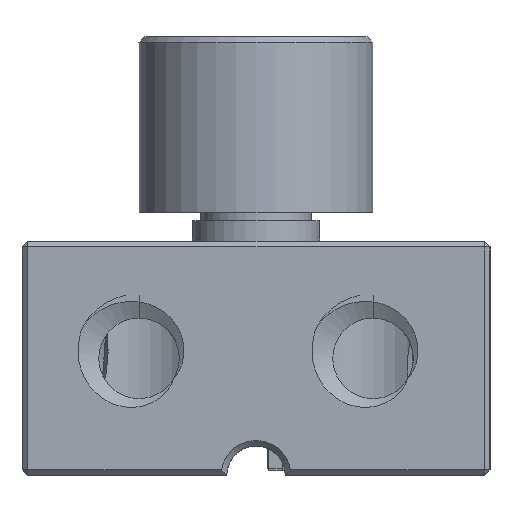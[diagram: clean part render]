
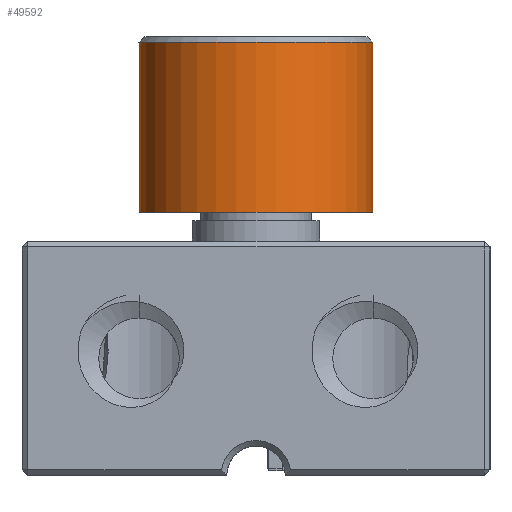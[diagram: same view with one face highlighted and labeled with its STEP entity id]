
A CAD part, left-side view. The second image highlights one B-rep face of the part: STEP entity #49592.
In plain terms, the highlighted cylindrical face has radius 6.25 mm (diameter 12.5 mm), a full revolution.
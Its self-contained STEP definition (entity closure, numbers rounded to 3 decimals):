
#49592 = ADVANCED_FACE('',(#49593),#49647,.T.);
#49593 = FACE_BOUND('',#49594,.T.);
#49594 = EDGE_LOOP('',(#49595,#49604,#49612,#49621,#49630,#49639,#49646)
  );
#49595 = ORIENTED_EDGE('',*,*,#49596,.F.);
#49596 = EDGE_CURVE('',#49597,#49597,#49599,.T.);
#49597 = VERTEX_POINT('',#49598);
#49598 = CARTESIAN_POINT('',(-6.25,9.075,0.));
#49599 = CIRCLE('',#49600,6.25);
#49600 = AXIS2_PLACEMENT_3D('',#49601,#49602,#49603);
#49601 = CARTESIAN_POINT('',(0.,9.075,0.));
#49602 = DIRECTION('',(-0.,1.,0.));
#49603 = DIRECTION('',(1.,0.,0.));
#49604 = ORIENTED_EDGE('',*,*,#49605,.T.);
#49605 = EDGE_CURVE('',#49597,#49606,#49608,.T.);
#49606 = VERTEX_POINT('',#49607);
#49607 = CARTESIAN_POINT('',(-6.25,0.,0.));
#49608 = LINE('',#49609,#49610);
#49609 = CARTESIAN_POINT('',(-6.25,0.,0.));
#49610 = VECTOR('',#49611,1.);
#49611 = DIRECTION('',(0.,-1.,0.));
#49612 = ORIENTED_EDGE('',*,*,#49613,.T.);
#49613 = EDGE_CURVE('',#49606,#49614,#49616,.T.);
#49614 = VERTEX_POINT('',#49615);
#49615 = CARTESIAN_POINT('',(5.879,0.,2.121));
#49616 = CIRCLE('',#49617,6.25);
#49617 = AXIS2_PLACEMENT_3D('',#49618,#49619,#49620);
#49618 = CARTESIAN_POINT('',(0.,0.,0.));
#49619 = DIRECTION('',(-0.,1.,0.));
#49620 = DIRECTION('',(1.,0.,0.));
#49621 = ORIENTED_EDGE('',*,*,#49622,.T.);
#49622 = EDGE_CURVE('',#49614,#49623,#49625,.T.);
#49623 = VERTEX_POINT('',#49624);
#49624 = CARTESIAN_POINT('',(6.25,5.36,0.));
#49625 = ELLIPSE('',#49626,27.784,6.25);
#49626 = AXIS2_PLACEMENT_3D('',#49627,#49628,#49629);
#49627 = CARTESIAN_POINT('',(0.,24.503,0.));
#49628 = DIRECTION('',(0.689,0.225,0.689));
#49629 = DIRECTION('',(0.159,-0.974,0.159));
#49630 = ORIENTED_EDGE('',*,*,#49631,.T.);
#49631 = EDGE_CURVE('',#49623,#49632,#49634,.T.);
#49632 = VERTEX_POINT('',#49633);
#49633 = CARTESIAN_POINT('',(5.879,0.,-2.121));
#49634 = ELLIPSE('',#49635,27.784,6.25);
#49635 = AXIS2_PLACEMENT_3D('',#49636,#49637,#49638);
#49636 = CARTESIAN_POINT('',(0.,24.503,0.));
#49637 = DIRECTION('',(0.689,0.225,-0.689));
#49638 = DIRECTION('',(0.159,-0.974,-0.159));
#49639 = ORIENTED_EDGE('',*,*,#49640,.T.);
#49640 = EDGE_CURVE('',#49632,#49606,#49641,.T.);
#49641 = CIRCLE('',#49642,6.25);
#49642 = AXIS2_PLACEMENT_3D('',#49643,#49644,#49645);
#49643 = CARTESIAN_POINT('',(0.,0.,0.));
#49644 = DIRECTION('',(-0.,1.,0.));
#49645 = DIRECTION('',(1.,0.,0.));
#49646 = ORIENTED_EDGE('',*,*,#49605,.F.);
#49647 = CYLINDRICAL_SURFACE('',#49648,6.25);
#49648 = AXIS2_PLACEMENT_3D('',#49649,#49650,#49651);
#49649 = CARTESIAN_POINT('',(0.,0.,0.));
#49650 = DIRECTION('',(0.,1.,0.));
#49651 = DIRECTION('',(1.,0.,0.));
